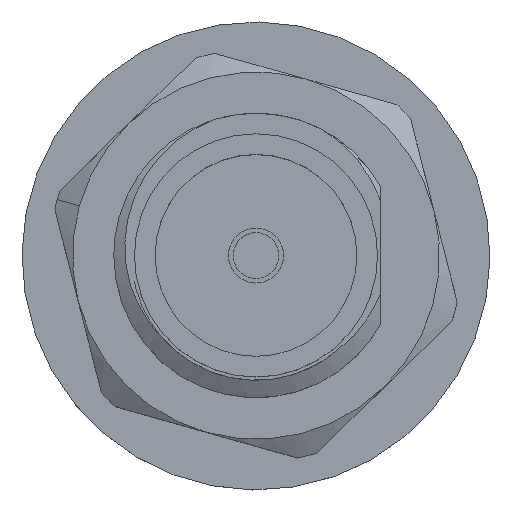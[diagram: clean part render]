
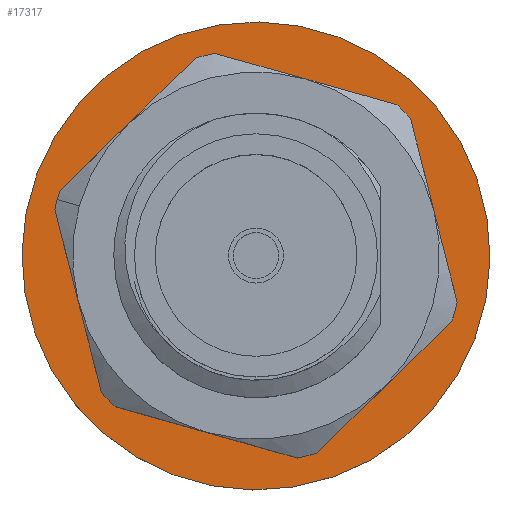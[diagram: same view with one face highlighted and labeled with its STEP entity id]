
A CAD part, top view. The second image highlights one B-rep face of the part: STEP entity #17317.
In plain terms, the highlighted planar face has unit normal (0, 0, 1).
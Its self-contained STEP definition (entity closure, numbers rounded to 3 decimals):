
#135 = CIRCLE ( 'NONE', #17501, 5.1 ) ;
#597 = CARTESIAN_POINT ( 'NONE',  ( 0., 0., 0.5 ) ) ;
#615 = CARTESIAN_POINT ( 'NONE',  ( 0., 0., 0.5 ) ) ;
#1163 = EDGE_LOOP ( 'NONE', ( #18800, #16111 ) ) ;
#1888 = CARTESIAN_POINT ( 'NONE',  ( -3.25, 0., 0.5 ) ) ;
#2413 = DIRECTION ( 'NONE',  ( 1., 0., 0. ) ) ;
#2429 = DIRECTION ( 'NONE',  ( 1., 0., 0. ) ) ;
#2863 = ORIENTED_EDGE ( 'NONE', *, *, #3726, .T. ) ;
#2944 = CARTESIAN_POINT ( 'NONE',  ( 3.25, 0., 0.5 ) ) ;
#3098 = CARTESIAN_POINT ( 'NONE',  ( 0., 0., 0.5 ) ) ;
#3726 = EDGE_CURVE ( 'NONE', #5439, #22911, #135, .T. ) ;
#3837 = CARTESIAN_POINT ( 'NONE',  ( 0., 0., 0.5 ) ) ;
#3854 = PLANE ( 'NONE',  #11056 ) ;
#4793 = ORIENTED_EDGE ( 'NONE', *, *, #18088, .T. ) ;
#4920 = DIRECTION ( 'NONE',  ( 1., 0., 0. ) ) ;
#5439 = VERTEX_POINT ( 'NONE', #18511 ) ;
#5662 = DIRECTION ( 'NONE',  ( 1., 0., 0. ) ) ;
#5675 = DIRECTION ( 'NONE',  ( 1., 0., 0. ) ) ;
#7462 = FACE_OUTER_BOUND ( 'NONE', #9841, .T. ) ;
#8011 = FACE_BOUND ( 'NONE', #1163, .T. ) ;
#8806 = CARTESIAN_POINT ( 'NONE',  ( 5.1, 0., 0.5 ) ) ;
#9841 = EDGE_LOOP ( 'NONE', ( #2863, #4793 ) ) ;
#10766 = AXIS2_PLACEMENT_3D ( 'NONE', #3098, #15771, #4920 ) ;
#11056 = AXIS2_PLACEMENT_3D ( 'NONE', #12878, #21914, #5675 ) ;
#11461 = AXIS2_PLACEMENT_3D ( 'NONE', #597, #13290, #2413 ) ;
#12021 = EDGE_CURVE ( 'NONE', #17960, #12711, #22062, .T. ) ;
#12711 = VERTEX_POINT ( 'NONE', #1888 ) ;
#12878 = CARTESIAN_POINT ( 'NONE',  ( 0., 0., 0.5 ) ) ;
#13290 = DIRECTION ( 'NONE',  ( 0., 0., 1. ) ) ;
#13308 = DIRECTION ( 'NONE',  ( 0., 0., 1. ) ) ;
#14253 = CIRCLE ( 'NONE', #10766, 5.1 ) ;
#15771 = DIRECTION ( 'NONE',  ( 0., 0., 1. ) ) ;
#16111 = ORIENTED_EDGE ( 'NONE', *, *, #12021, .F. ) ;
#16396 = AXIS2_PLACEMENT_3D ( 'NONE', #3837, #16500, #5662 ) ;
#16500 = DIRECTION ( 'NONE',  ( 0., 0., 1. ) ) ;
#17290 = CIRCLE ( 'NONE', #16396, 3.25 ) ;
#17317 = ADVANCED_FACE ( 'NONE', ( #8011, #7462 ), #3854, .T. ) ;
#17501 = AXIS2_PLACEMENT_3D ( 'NONE', #615, #13308, #2429 ) ;
#17960 = VERTEX_POINT ( 'NONE', #2944 ) ;
#18088 = EDGE_CURVE ( 'NONE', #22911, #5439, #14253, .T. ) ;
#18511 = CARTESIAN_POINT ( 'NONE',  ( -5.1, 0., 0.5 ) ) ;
#18800 = ORIENTED_EDGE ( 'NONE', *, *, #23470, .F. ) ;
#21914 = DIRECTION ( 'NONE',  ( 0., 0., 1. ) ) ;
#22062 = CIRCLE ( 'NONE', #11461, 3.25 ) ;
#22911 = VERTEX_POINT ( 'NONE', #8806 ) ;
#23470 = EDGE_CURVE ( 'NONE', #12711, #17960, #17290, .T. ) ;
